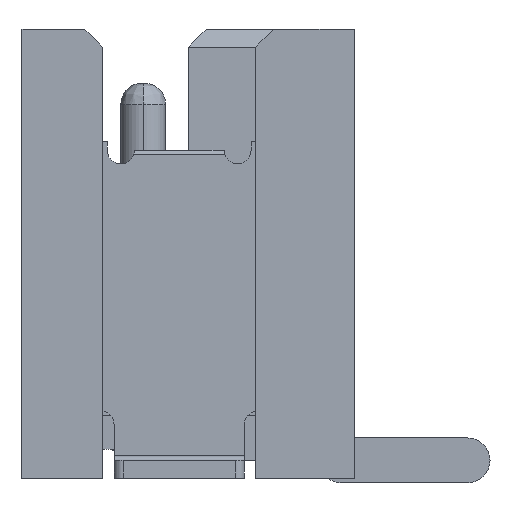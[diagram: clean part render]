
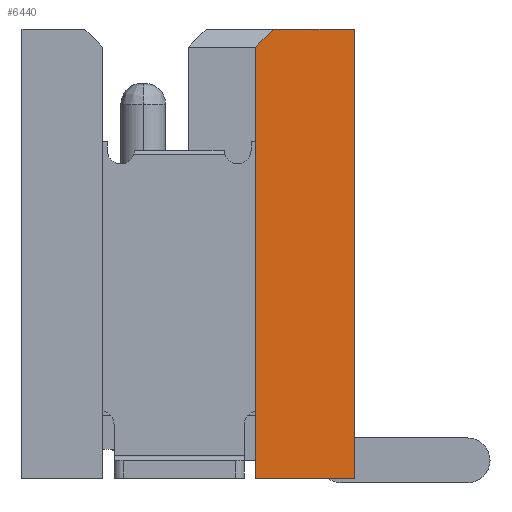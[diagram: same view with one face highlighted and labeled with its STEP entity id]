
A CAD part, left-side view. The second image highlights one B-rep face of the part: STEP entity #6440.
In plain terms, the highlighted planar face has unit normal (-1, 0, 0).
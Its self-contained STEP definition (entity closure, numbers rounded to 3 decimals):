
#1977 = PLANE('',#1978);
#1978 = AXIS2_PLACEMENT_3D('',#1979,#1980,#1981);
#1979 = CARTESIAN_POINT('',(15.891,-1.307,7.741
    ));
#1980 = DIRECTION('',(0.,0.,-1.));
#1981 = DIRECTION('',(-1.,0.,0.));
#2104 = VERTEX_POINT('',#2105);
#2105 = CARTESIAN_POINT('',(-3.609,-1.307,
    7.741));
#2119 = PLANE('',#2120);
#2120 = AXIS2_PLACEMENT_3D('',#2121,#2122,#2123);
#2121 = CARTESIAN_POINT('',(-3.609,-1.307,
    2.741));
#2122 = DIRECTION('',(0.,1.,0.));
#2123 = DIRECTION('',(0.,-0.,1.));
#2131 = EDGE_CURVE('',#2132,#2104,#2134,.T.);
#2132 = VERTEX_POINT('',#2133);
#2133 = CARTESIAN_POINT('',(-3.609,-0.407,
    7.741));
#2134 = SURFACE_CURVE('',#2135,(#2139,#2146),.PCURVE_S1.);
#2135 = LINE('',#2136,#2137);
#2136 = CARTESIAN_POINT('',(-3.609,-0.407,
    7.741));
#2137 = VECTOR('',#2138,1.);
#2138 = DIRECTION('',(0.,-1.,0.));
#2139 = PCURVE('',#1977,#2140);
#2140 = DEFINITIONAL_REPRESENTATION('',(#2141),#2145);
#2141 = LINE('',#2142,#2143);
#2142 = CARTESIAN_POINT('',(19.5,0.9));
#2143 = VECTOR('',#2144,1.);
#2144 = DIRECTION('',(0.,-1.));
#2145 = ( GEOMETRIC_REPRESENTATION_CONTEXT(2) 
PARAMETRIC_REPRESENTATION_CONTEXT() REPRESENTATION_CONTEXT('2D SPACE',''
  ) );
#2146 = PCURVE('',#2147,#2152);
#2147 = PLANE('',#2148);
#2148 = AXIS2_PLACEMENT_3D('',#2149,#2150,#2151);
#2149 = CARTESIAN_POINT('',(-3.609,-1.307,
    2.741));
#2150 = DIRECTION('',(-1.,0.,0.));
#2151 = DIRECTION('',(0.,0.,1.));
#2152 = DEFINITIONAL_REPRESENTATION('',(#2153),#2157);
#2153 = LINE('',#2154,#2155);
#2154 = CARTESIAN_POINT('',(5.,0.9));
#2155 = VECTOR('',#2156,1.);
#2156 = DIRECTION('',(0.,-1.));
#2157 = ( GEOMETRIC_REPRESENTATION_CONTEXT(2) 
PARAMETRIC_REPRESENTATION_CONTEXT() REPRESENTATION_CONTEXT('2D SPACE',''
  ) );
#2175 = PLANE('',#2176);
#2176 = AXIS2_PLACEMENT_3D('',#2177,#2178,#2179);
#2177 = CARTESIAN_POINT('',(-3.609,-0.407,
    7.741));
#2178 = DIRECTION('',(0.,-0.707,-0.707));
#2179 = DIRECTION('',(0.,0.707,-0.707));
#2826 = VERTEX_POINT('',#2827);
#2827 = CARTESIAN_POINT('',(-3.609,-1.307,
    2.741));
#2841 = PLANE('',#2842);
#2842 = AXIS2_PLACEMENT_3D('',#2843,#2844,#2845);
#2843 = CARTESIAN_POINT('',(-3.609,-1.307,
    2.741));
#2844 = DIRECTION('',(0.,0.,1.));
#2845 = DIRECTION('',(1.,0.,-0.));
#2853 = EDGE_CURVE('',#2104,#2826,#2854,.T.);
#2854 = SURFACE_CURVE('',#2855,(#2859,#2866),.PCURVE_S1.);
#2855 = LINE('',#2856,#2857);
#2856 = CARTESIAN_POINT('',(-3.609,-1.307,
    7.741));
#2857 = VECTOR('',#2858,1.);
#2858 = DIRECTION('',(0.,0.,-1.));
#2859 = PCURVE('',#2119,#2860);
#2860 = DEFINITIONAL_REPRESENTATION('',(#2861),#2865);
#2861 = LINE('',#2862,#2863);
#2862 = CARTESIAN_POINT('',(5.,0.));
#2863 = VECTOR('',#2864,1.);
#2864 = DIRECTION('',(-1.,0.));
#2865 = ( GEOMETRIC_REPRESENTATION_CONTEXT(2) 
PARAMETRIC_REPRESENTATION_CONTEXT() REPRESENTATION_CONTEXT('2D SPACE',''
  ) );
#2866 = PCURVE('',#2147,#2867);
#2867 = DEFINITIONAL_REPRESENTATION('',(#2868),#2872);
#2868 = LINE('',#2869,#2870);
#2869 = CARTESIAN_POINT('',(5.,0.));
#2870 = VECTOR('',#2871,1.);
#2871 = DIRECTION('',(-1.,0.));
#2872 = ( GEOMETRIC_REPRESENTATION_CONTEXT(2) 
PARAMETRIC_REPRESENTATION_CONTEXT() REPRESENTATION_CONTEXT('2D SPACE',''
  ) );
#4289 = PLANE('',#4290);
#4290 = AXIS2_PLACEMENT_3D('',#4291,#4292,#4293);
#4291 = CARTESIAN_POINT('',(-3.609,-0.207,
    7.541));
#4292 = DIRECTION('',(0.,-1.,0.));
#4293 = DIRECTION('',(0.,0.,-1.));
#6396 = EDGE_CURVE('',#2132,#6397,#6399,.T.);
#6397 = VERTEX_POINT('',#6398);
#6398 = CARTESIAN_POINT('',(-3.609,-0.207,
    7.541));
#6399 = SURFACE_CURVE('',#6400,(#6404,#6411),.PCURVE_S1.);
#6400 = LINE('',#6401,#6402);
#6401 = CARTESIAN_POINT('',(-3.609,-0.407,
    7.741));
#6402 = VECTOR('',#6403,1.);
#6403 = DIRECTION('',(0.,0.707,-0.707));
#6404 = PCURVE('',#2175,#6405);
#6405 = DEFINITIONAL_REPRESENTATION('',(#6406),#6410);
#6406 = LINE('',#6407,#6408);
#6407 = CARTESIAN_POINT('',(0.,0.));
#6408 = VECTOR('',#6409,1.);
#6409 = DIRECTION('',(1.,0.));
#6410 = ( GEOMETRIC_REPRESENTATION_CONTEXT(2) 
PARAMETRIC_REPRESENTATION_CONTEXT() REPRESENTATION_CONTEXT('2D SPACE',''
  ) );
#6411 = PCURVE('',#2147,#6412);
#6412 = DEFINITIONAL_REPRESENTATION('',(#6413),#6417);
#6413 = LINE('',#6414,#6415);
#6414 = CARTESIAN_POINT('',(5.,0.9));
#6415 = VECTOR('',#6416,1.);
#6416 = DIRECTION('',(-0.707,0.707));
#6417 = ( GEOMETRIC_REPRESENTATION_CONTEXT(2) 
PARAMETRIC_REPRESENTATION_CONTEXT() REPRESENTATION_CONTEXT('2D SPACE',''
  ) );
#6440 = ADVANCED_FACE('',(#6441),#2147,.T.);
#6441 = FACE_BOUND('',#6442,.F.);
#6442 = EDGE_LOOP('',(#6443,#6466,#6487,#6488,#6489));
#6443 = ORIENTED_EDGE('',*,*,#6444,.T.);
#6444 = EDGE_CURVE('',#2826,#6445,#6447,.T.);
#6445 = VERTEX_POINT('',#6446);
#6446 = CARTESIAN_POINT('',(-3.609,-0.207,
    2.741));
#6447 = SURFACE_CURVE('',#6448,(#6452,#6459),.PCURVE_S1.);
#6448 = LINE('',#6449,#6450);
#6449 = CARTESIAN_POINT('',(-3.609,-1.307,
    2.741));
#6450 = VECTOR('',#6451,1.);
#6451 = DIRECTION('',(0.,1.,0.));
#6452 = PCURVE('',#2147,#6453);
#6453 = DEFINITIONAL_REPRESENTATION('',(#6454),#6458);
#6454 = LINE('',#6455,#6456);
#6455 = CARTESIAN_POINT('',(0.,0.));
#6456 = VECTOR('',#6457,1.);
#6457 = DIRECTION('',(0.,1.));
#6458 = ( GEOMETRIC_REPRESENTATION_CONTEXT(2) 
PARAMETRIC_REPRESENTATION_CONTEXT() REPRESENTATION_CONTEXT('2D SPACE',''
  ) );
#6459 = PCURVE('',#2841,#6460);
#6460 = DEFINITIONAL_REPRESENTATION('',(#6461),#6465);
#6461 = LINE('',#6462,#6463);
#6462 = CARTESIAN_POINT('',(0.,0.));
#6463 = VECTOR('',#6464,1.);
#6464 = DIRECTION('',(0.,1.));
#6465 = ( GEOMETRIC_REPRESENTATION_CONTEXT(2) 
PARAMETRIC_REPRESENTATION_CONTEXT() REPRESENTATION_CONTEXT('2D SPACE',''
  ) );
#6466 = ORIENTED_EDGE('',*,*,#6467,.T.);
#6467 = EDGE_CURVE('',#6445,#6397,#6468,.T.);
#6468 = SURFACE_CURVE('',#6469,(#6473,#6480),.PCURVE_S1.);
#6469 = LINE('',#6470,#6471);
#6470 = CARTESIAN_POINT('',(-3.609,-0.207,
    2.741));
#6471 = VECTOR('',#6472,1.);
#6472 = DIRECTION('',(0.,0.,1.));
#6473 = PCURVE('',#2147,#6474);
#6474 = DEFINITIONAL_REPRESENTATION('',(#6475),#6479);
#6475 = LINE('',#6476,#6477);
#6476 = CARTESIAN_POINT('',(0.,1.1));
#6477 = VECTOR('',#6478,1.);
#6478 = DIRECTION('',(1.,0.));
#6479 = ( GEOMETRIC_REPRESENTATION_CONTEXT(2) 
PARAMETRIC_REPRESENTATION_CONTEXT() REPRESENTATION_CONTEXT('2D SPACE',''
  ) );
#6480 = PCURVE('',#4289,#6481);
#6481 = DEFINITIONAL_REPRESENTATION('',(#6482),#6486);
#6482 = LINE('',#6483,#6484);
#6483 = CARTESIAN_POINT('',(4.8,0.));
#6484 = VECTOR('',#6485,1.);
#6485 = DIRECTION('',(-1.,0.));
#6486 = ( GEOMETRIC_REPRESENTATION_CONTEXT(2) 
PARAMETRIC_REPRESENTATION_CONTEXT() REPRESENTATION_CONTEXT('2D SPACE',''
  ) );
#6487 = ORIENTED_EDGE('',*,*,#6396,.F.);
#6488 = ORIENTED_EDGE('',*,*,#2131,.T.);
#6489 = ORIENTED_EDGE('',*,*,#2853,.T.);
